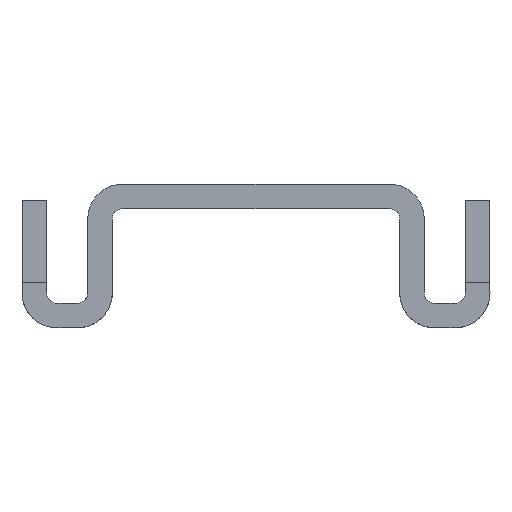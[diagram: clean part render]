
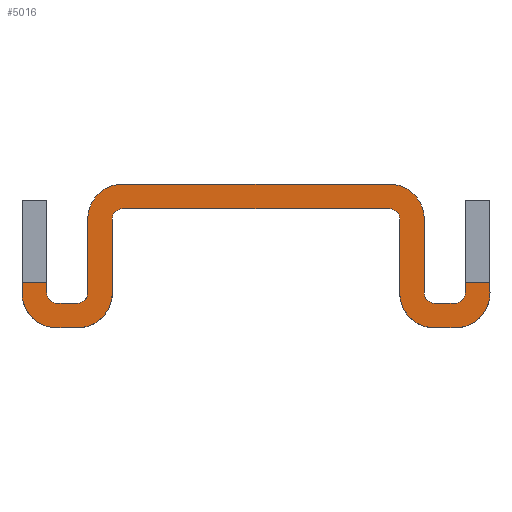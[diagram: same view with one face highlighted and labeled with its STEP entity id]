
A CAD part, front view. The second image highlights one B-rep face of the part: STEP entity #5016.
In plain terms, the highlighted face is planar.
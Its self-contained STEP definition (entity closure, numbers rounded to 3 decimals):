
#50=CIRCLE('',#5293,0.5);
#51=CIRCLE('',#5294,0.5);
#52=CIRCLE('',#5295,1.7);
#53=CIRCLE('',#5296,1.7);
#54=CIRCLE('',#5297,0.5);
#55=CIRCLE('',#5298,0.5);
#56=CIRCLE('',#5299,1.7);
#57=CIRCLE('',#5300,1.7);
#58=CIRCLE('',#5301,0.5);
#59=CIRCLE('',#5302,0.5);
#60=CIRCLE('',#5303,1.7);
#61=CIRCLE('',#5304,1.7);
#712=ORIENTED_EDGE('',*,*,#2088,.T.);
#713=ORIENTED_EDGE('',*,*,#2089,.T.);
#714=ORIENTED_EDGE('',*,*,#2090,.T.);
#715=ORIENTED_EDGE('',*,*,#2091,.T.);
#716=ORIENTED_EDGE('',*,*,#2092,.T.);
#717=ORIENTED_EDGE('',*,*,#2093,.T.);
#718=ORIENTED_EDGE('',*,*,#2094,.T.);
#719=ORIENTED_EDGE('',*,*,#2095,.T.);
#720=ORIENTED_EDGE('',*,*,#2096,.T.);
#721=ORIENTED_EDGE('',*,*,#2097,.T.);
#722=ORIENTED_EDGE('',*,*,#2098,.T.);
#723=ORIENTED_EDGE('',*,*,#2099,.T.);
#724=ORIENTED_EDGE('',*,*,#2100,.T.);
#725=ORIENTED_EDGE('',*,*,#2101,.T.);
#726=ORIENTED_EDGE('',*,*,#2102,.F.);
#727=ORIENTED_EDGE('',*,*,#2103,.T.);
#728=ORIENTED_EDGE('',*,*,#2104,.T.);
#729=ORIENTED_EDGE('',*,*,#2105,.T.);
#730=ORIENTED_EDGE('',*,*,#2106,.T.);
#731=ORIENTED_EDGE('',*,*,#2107,.T.);
#732=ORIENTED_EDGE('',*,*,#2108,.T.);
#733=ORIENTED_EDGE('',*,*,#2109,.T.);
#734=ORIENTED_EDGE('',*,*,#2110,.T.);
#735=ORIENTED_EDGE('',*,*,#2111,.T.);
#736=ORIENTED_EDGE('',*,*,#2112,.T.);
#737=ORIENTED_EDGE('',*,*,#2113,.T.);
#738=ORIENTED_EDGE('',*,*,#2114,.F.);
#739=ORIENTED_EDGE('',*,*,#2115,.F.);
#2088=EDGE_CURVE('',#2803,#2804,#3362,.T.);
#2089=EDGE_CURVE('',#2804,#2805,#50,.T.);
#2090=EDGE_CURVE('',#2805,#2806,#3363,.T.);
#2091=EDGE_CURVE('',#2806,#2807,#51,.T.);
#2092=EDGE_CURVE('',#2807,#2808,#3364,.T.);
#2093=EDGE_CURVE('',#2808,#2809,#52,.T.);
#2094=EDGE_CURVE('',#2809,#2810,#3365,.T.);
#2095=EDGE_CURVE('',#2810,#2811,#53,.T.);
#2096=EDGE_CURVE('',#2811,#2812,#3366,.T.);
#2097=EDGE_CURVE('',#2812,#2813,#54,.T.);
#2098=EDGE_CURVE('',#2813,#2814,#3367,.T.);
#2099=EDGE_CURVE('',#2814,#2815,#55,.T.);
#2100=EDGE_CURVE('',#2815,#2816,#3368,.T.);
#2101=EDGE_CURVE('',#2816,#2817,#3369,.T.);
#2102=EDGE_CURVE('',#2818,#2817,#3370,.T.);
#2103=EDGE_CURVE('',#2818,#2819,#56,.T.);
#2104=EDGE_CURVE('',#2819,#2820,#3371,.T.);
#2105=EDGE_CURVE('',#2820,#2821,#57,.T.);
#2106=EDGE_CURVE('',#2821,#2822,#3372,.T.);
#2107=EDGE_CURVE('',#2822,#2823,#58,.T.);
#2108=EDGE_CURVE('',#2823,#2824,#3373,.T.);
#2109=EDGE_CURVE('',#2824,#2825,#59,.T.);
#2110=EDGE_CURVE('',#2825,#2826,#3374,.T.);
#2111=EDGE_CURVE('',#2826,#2827,#60,.T.);
#2112=EDGE_CURVE('',#2827,#2828,#3375,.T.);
#2113=EDGE_CURVE('',#2828,#2829,#61,.T.);
#2114=EDGE_CURVE('',#2830,#2829,#3376,.T.);
#2115=EDGE_CURVE('',#2803,#2830,#3377,.T.);
#2803=VERTEX_POINT('',#7563);
#2804=VERTEX_POINT('',#7564);
#2805=VERTEX_POINT('',#7566);
#2806=VERTEX_POINT('',#7568);
#2807=VERTEX_POINT('',#7570);
#2808=VERTEX_POINT('',#7572);
#2809=VERTEX_POINT('',#7574);
#2810=VERTEX_POINT('',#7576);
#2811=VERTEX_POINT('',#7578);
#2812=VERTEX_POINT('',#7580);
#2813=VERTEX_POINT('',#7582);
#2814=VERTEX_POINT('',#7584);
#2815=VERTEX_POINT('',#7586);
#2816=VERTEX_POINT('',#7588);
#2817=VERTEX_POINT('',#7590);
#2818=VERTEX_POINT('',#7592);
#2819=VERTEX_POINT('',#7594);
#2820=VERTEX_POINT('',#7596);
#2821=VERTEX_POINT('',#7598);
#2822=VERTEX_POINT('',#7600);
#2823=VERTEX_POINT('',#7602);
#2824=VERTEX_POINT('',#7604);
#2825=VERTEX_POINT('',#7606);
#2826=VERTEX_POINT('',#7608);
#2827=VERTEX_POINT('',#7610);
#2828=VERTEX_POINT('',#7612);
#2829=VERTEX_POINT('',#7614);
#2830=VERTEX_POINT('',#7616);
#3362=LINE('',#7562,#3922);
#3363=LINE('',#7567,#3923);
#3364=LINE('',#7571,#3924);
#3365=LINE('',#7575,#3925);
#3366=LINE('',#7579,#3926);
#3367=LINE('',#7583,#3927);
#3368=LINE('',#7587,#3928);
#3369=LINE('',#7589,#3929);
#3370=LINE('',#7591,#3930);
#3371=LINE('',#7595,#3931);
#3372=LINE('',#7599,#3932);
#3373=LINE('',#7603,#3933);
#3374=LINE('',#7607,#3934);
#3375=LINE('',#7611,#3935);
#3376=LINE('',#7615,#3936);
#3377=LINE('',#7617,#3937);
#3922=VECTOR('',#6022,1000.);
#3923=VECTOR('',#6025,1000.);
#3924=VECTOR('',#6028,1000.);
#3925=VECTOR('',#6031,1000.);
#3926=VECTOR('',#6034,1000.);
#3927=VECTOR('',#6037,1000.);
#3928=VECTOR('',#6040,1000.);
#3929=VECTOR('',#6041,1000.);
#3930=VECTOR('',#6042,1000.);
#3931=VECTOR('',#6045,1000.);
#3932=VECTOR('',#6048,1000.);
#3933=VECTOR('',#6051,1000.);
#3934=VECTOR('',#6054,1000.);
#3935=VECTOR('',#6057,1000.);
#3936=VECTOR('',#6060,1000.);
#3937=VECTOR('',#6061,1000.);
#4371=EDGE_LOOP('',(#712,#713,#714,#715,#716,#717,#718,#719,#720,#721,#722,
#723,#724,#725,#726,#727,#728,#729,#730,#731,#732,#733,#734,#735,#736,#737,
#738,#739));
#4622=FACE_BOUND('',#4371,.T.);
#4859=PLANE('',#5292);
#5016=ADVANCED_FACE('',(#4622),#4859,.T.);
#5292=AXIS2_PLACEMENT_3D('',#7561,#6020,#6021);
#5293=AXIS2_PLACEMENT_3D('',#7565,#6023,#6024);
#5294=AXIS2_PLACEMENT_3D('',#7569,#6026,#6027);
#5295=AXIS2_PLACEMENT_3D('',#7573,#6029,#6030);
#5296=AXIS2_PLACEMENT_3D('',#7577,#6032,#6033);
#5297=AXIS2_PLACEMENT_3D('',#7581,#6035,#6036);
#5298=AXIS2_PLACEMENT_3D('',#7585,#6038,#6039);
#5299=AXIS2_PLACEMENT_3D('',#7593,#6043,#6044);
#5300=AXIS2_PLACEMENT_3D('',#7597,#6046,#6047);
#5301=AXIS2_PLACEMENT_3D('',#7601,#6049,#6050);
#5302=AXIS2_PLACEMENT_3D('',#7605,#6052,#6053);
#5303=AXIS2_PLACEMENT_3D('',#7609,#6055,#6056);
#5304=AXIS2_PLACEMENT_3D('',#7613,#6058,#6059);
#6020=DIRECTION('',(0.,1.,0.));
#6021=DIRECTION('',(1.,0.,0.));
#6022=DIRECTION('',(0.,0.,1.));
#6023=DIRECTION('',(0.,-1.,0.));
#6024=DIRECTION('',(1.,0.,0.));
#6025=DIRECTION('',(-1.,0.,0.));
#6026=DIRECTION('',(0.,-1.,0.));
#6027=DIRECTION('',(1.,0.,0.));
#6028=DIRECTION('',(0.,0.,-1.));
#6029=DIRECTION('',(0.,1.,0.));
#6030=DIRECTION('',(1.,0.,0.));
#6031=DIRECTION('',(-1.,0.,0.));
#6032=DIRECTION('',(0.,1.,0.));
#6033=DIRECTION('',(1.,0.,0.));
#6034=DIRECTION('',(0.,0.,1.));
#6035=DIRECTION('',(0.,-1.,0.));
#6036=DIRECTION('',(1.,0.,0.));
#6037=DIRECTION('',(-1.,0.,0.));
#6038=DIRECTION('',(0.,-1.,0.));
#6039=DIRECTION('',(1.,0.,0.));
#6040=DIRECTION('',(0.,0.,-1.));
#6041=DIRECTION('',(-1.,0.,0.));
#6042=DIRECTION('',(0.,0.,-1.));
#6043=DIRECTION('',(0.,1.,0.));
#6044=DIRECTION('',(1.,0.,0.));
#6045=DIRECTION('',(1.,0.,0.));
#6046=DIRECTION('',(0.,1.,0.));
#6047=DIRECTION('',(1.,0.,0.));
#6048=DIRECTION('',(0.,0.,-1.));
#6049=DIRECTION('',(0.,-1.,0.));
#6050=DIRECTION('',(1.,0.,0.));
#6051=DIRECTION('',(1.,0.,0.));
#6052=DIRECTION('',(0.,-1.,0.));
#6053=DIRECTION('',(1.,0.,0.));
#6054=DIRECTION('',(0.,0.,1.));
#6055=DIRECTION('',(0.,1.,0.));
#6056=DIRECTION('',(1.,0.,0.));
#6057=DIRECTION('',(1.,0.,0.));
#6058=DIRECTION('',(0.,1.,0.));
#6059=DIRECTION('',(1.,0.,0.));
#6060=DIRECTION('',(0.,0.,1.));
#6061=DIRECTION('',(1.,0.,0.));
#7561=CARTESIAN_POINT('',(113.564,87.057,90.457));
#7562=CARTESIAN_POINT('',(113.564,87.057,90.457));
#7563=CARTESIAN_POINT('',(113.564,87.057,11.75));
#7564=CARTESIAN_POINT('',(113.564,87.057,13.5));
#7565=CARTESIAN_POINT('',(113.064,87.057,13.5));
#7566=CARTESIAN_POINT('',(113.064,87.057,14.));
#7567=CARTESIAN_POINT('',(113.064,87.057,14.));
#7568=CARTESIAN_POINT('',(112.064,87.057,14.));
#7569=CARTESIAN_POINT('',(112.064,87.057,13.5));
#7570=CARTESIAN_POINT('',(111.564,87.057,13.5));
#7571=CARTESIAN_POINT('',(111.564,87.057,13.5));
#7572=CARTESIAN_POINT('',(111.564,87.057,9.9));
#7573=CARTESIAN_POINT('',(109.864,87.057,9.9));
#7574=CARTESIAN_POINT('',(109.864,87.057,8.2));
#7575=CARTESIAN_POINT('',(109.864,87.057,8.2));
#7576=CARTESIAN_POINT('',(96.864,87.057,8.2));
#7577=CARTESIAN_POINT('',(96.864,87.057,9.9));
#7578=CARTESIAN_POINT('',(95.164,87.057,9.9));
#7579=CARTESIAN_POINT('',(95.164,87.057,9.9));
#7580=CARTESIAN_POINT('',(95.164,87.057,13.5));
#7581=CARTESIAN_POINT('',(94.664,87.057,13.5));
#7582=CARTESIAN_POINT('',(94.664,87.057,14.));
#7583=CARTESIAN_POINT('',(94.664,87.057,14.));
#7584=CARTESIAN_POINT('',(93.664,87.057,14.));
#7585=CARTESIAN_POINT('',(93.664,87.057,13.5));
#7586=CARTESIAN_POINT('',(93.164,87.057,13.5));
#7587=CARTESIAN_POINT('',(93.164,87.057,13.));
#7588=CARTESIAN_POINT('',(93.164,87.057,11.75));
#7589=CARTESIAN_POINT('',(93.164,87.057,11.75));
#7590=CARTESIAN_POINT('',(91.964,87.057,11.75));
#7591=CARTESIAN_POINT('',(91.964,87.057,13.));
#7592=CARTESIAN_POINT('',(91.964,87.057,13.5));
#7593=CARTESIAN_POINT('',(93.664,87.057,13.5));
#7594=CARTESIAN_POINT('',(93.664,87.057,15.2));
#7595=CARTESIAN_POINT('',(93.664,87.057,15.2));
#7596=CARTESIAN_POINT('',(94.664,87.057,15.2));
#7597=CARTESIAN_POINT('',(94.664,87.057,13.5));
#7598=CARTESIAN_POINT('',(96.364,87.057,13.5));
#7599=CARTESIAN_POINT('',(96.364,87.057,13.5));
#7600=CARTESIAN_POINT('',(96.364,87.057,9.9));
#7601=CARTESIAN_POINT('',(96.864,87.057,9.9));
#7602=CARTESIAN_POINT('',(96.864,87.057,9.4));
#7603=CARTESIAN_POINT('',(96.864,87.057,9.4));
#7604=CARTESIAN_POINT('',(109.864,87.057,9.4));
#7605=CARTESIAN_POINT('',(109.864,87.057,9.9));
#7606=CARTESIAN_POINT('',(110.364,87.057,9.9));
#7607=CARTESIAN_POINT('',(110.364,87.057,9.9));
#7608=CARTESIAN_POINT('',(110.364,87.057,13.5));
#7609=CARTESIAN_POINT('',(112.064,87.057,13.5));
#7610=CARTESIAN_POINT('',(112.064,87.057,15.2));
#7611=CARTESIAN_POINT('',(112.064,87.057,15.2));
#7612=CARTESIAN_POINT('',(113.064,87.057,15.2));
#7613=CARTESIAN_POINT('',(113.064,87.057,13.5));
#7614=CARTESIAN_POINT('',(114.764,87.057,13.5));
#7615=CARTESIAN_POINT('',(114.764,87.057,90.457));
#7616=CARTESIAN_POINT('',(114.764,87.057,11.75));
#7617=CARTESIAN_POINT('',(113.564,87.057,11.75));
